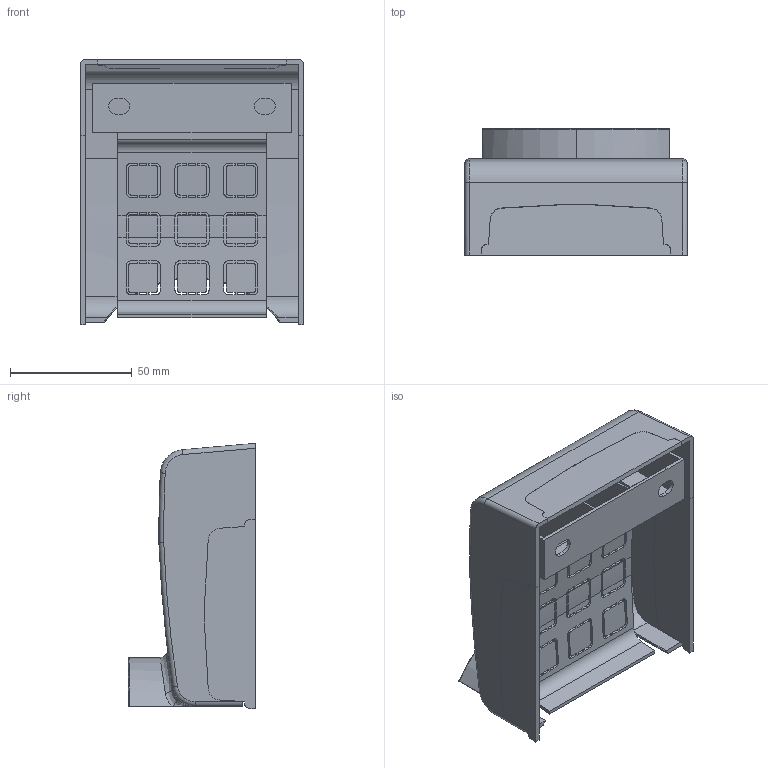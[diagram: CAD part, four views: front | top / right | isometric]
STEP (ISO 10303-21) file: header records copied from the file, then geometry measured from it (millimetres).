
FILE_DESCRIPTION (( 'STEP AP203' ), '1' );
FILE_NAME ('CKK11D-A-080-020-K01 Àäàïòåð äëÿ íàïîëüíîãî êàáåëü êàíàëà ÊÌÀÏ 80õ20.STEP', '2016-07-11T06:21:11', ( '' ), ( '' ), 'SwSTEP 2.0', 'SolidWorks 2014', '' );
FILE_SCHEMA (( 'CONFIG_CONTROL_DESIGN' ));
Length unit declared in the file: millimetre
Products named in the file (1): CKK11D-A-080-020-K01 Àäàïòåð äëÿ íàïîëüíîãî êàáåëü êàíàëà ÊÌÀÏ 80õ20
Bounding box: 91.5 x 52.28 x 108.9 mm (x, y, z)
Volume: 61563.5 mm3; surface area: 75504.3 mm2
Topology: 5 solids, 5 shells, 548 faces, 1612 edges, 1056 vertices
Faces by surface type: plane 341, cylinder 175, bspline 18, torus 12, sphere 2
Entity records: 19264 total; most frequent: CARTESIAN_POINT 4987, ORIENTED_EDGE 3212, DIRECTION 2654, EDGE_CURVE 1606, VECTOR 1162, LINE 1162, VERTEX_POINT 1056, AXIS2_PLACEMENT_3D 746
